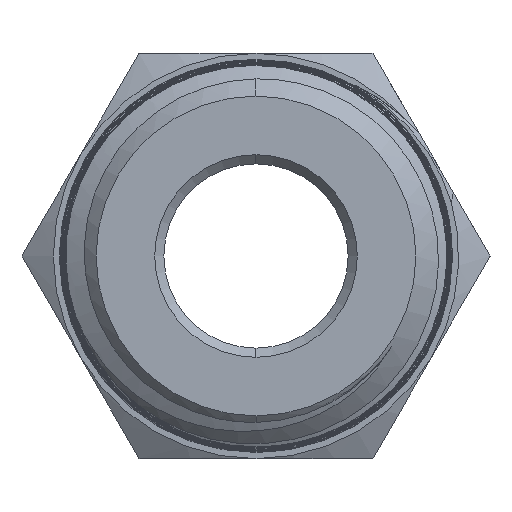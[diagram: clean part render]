
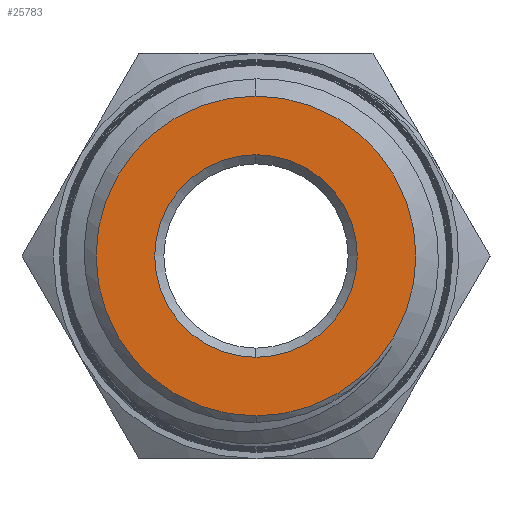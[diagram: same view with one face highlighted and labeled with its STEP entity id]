
A CAD part, front view. The second image highlights one B-rep face of the part: STEP entity #25783.
In plain terms, the highlighted planar face has unit normal (0, -1, 0).
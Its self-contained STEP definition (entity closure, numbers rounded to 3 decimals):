
#531 = CIRCLE ( 'NONE', #27070, 5.5 ) ;
#725 = EDGE_LOOP ( 'NONE', ( #55405, #23290 ) ) ;
#4541 = CARTESIAN_POINT ( 'NONE',  ( 0., -15., 0. ) ) ;
#5568 = CARTESIAN_POINT ( 'NONE',  ( 0., -15., -5.5 ) ) ;
#6745 = FACE_OUTER_BOUND ( 'NONE', #725, .T. ) ;
#7036 = DIRECTION ( 'NONE',  ( 0., 0., -1. ) ) ;
#7150 = CARTESIAN_POINT ( 'NONE',  ( 0., -15., -8.68 ) ) ;
#7518 = VERTEX_POINT ( 'NONE', #28527 ) ;
#8665 = AXIS2_PLACEMENT_3D ( 'NONE', #10687, #40904, #15002 ) ;
#8874 = DIRECTION ( 'NONE',  ( 0., 0., -1. ) ) ;
#10687 = CARTESIAN_POINT ( 'NONE',  ( 0., -15., 0. ) ) ;
#10872 = DIRECTION ( 'NONE',  ( 0., -1., 0. ) ) ;
#13947 = EDGE_CURVE ( 'NONE', #7518, #38054, #52577, .T. ) ;
#15002 = DIRECTION ( 'NONE',  ( -1., 0., 0. ) ) ;
#18095 = VERTEX_POINT ( 'NONE', #7150 ) ;
#19813 = AXIS2_PLACEMENT_3D ( 'NONE', #4541, #34733, #8874 ) ;
#19850 = PLANE ( 'NONE',  #36532 ) ;
#20282 = DIRECTION ( 'NONE',  ( 0., 1., 0. ) ) ;
#22718 = AXIS2_PLACEMENT_3D ( 'NONE', #36760, #10872, #41095 ) ;
#23290 = ORIENTED_EDGE ( 'NONE', *, *, #24318, .F. ) ;
#24207 = CARTESIAN_POINT ( 'NONE',  ( 0., -15., 0. ) ) ;
#24318 = EDGE_CURVE ( 'NONE', #28199, #18095, #32056, .T. ) ;
#25783 = ADVANCED_FACE ( 'NONE', ( #49994, #6745 ), #19850, .T. ) ;
#27070 = AXIS2_PLACEMENT_3D ( 'NONE', #46202, #20282, #50541 ) ;
#27798 = EDGE_LOOP ( 'NONE', ( #53107, #28143 ) ) ;
#28143 = ORIENTED_EDGE ( 'NONE', *, *, #13947, .T. ) ;
#28199 = VERTEX_POINT ( 'NONE', #43639 ) ;
#28527 = CARTESIAN_POINT ( 'NONE',  ( 0., -15., 5.5 ) ) ;
#32056 = CIRCLE ( 'NONE', #8665, 8.68 ) ;
#32887 = DIRECTION ( 'NONE',  ( 0., -1., 0. ) ) ;
#34733 = DIRECTION ( 'NONE',  ( 0., 1., 0. ) ) ;
#35310 = EDGE_CURVE ( 'NONE', #38054, #7518, #531, .T. ) ;
#36532 = AXIS2_PLACEMENT_3D ( 'NONE', #24207, #32887, #7036 ) ;
#36760 = CARTESIAN_POINT ( 'NONE',  ( 0., -15., 0. ) ) ;
#38054 = VERTEX_POINT ( 'NONE', #5568 ) ;
#40904 = DIRECTION ( 'NONE',  ( 0., 1., 0. ) ) ;
#41095 = DIRECTION ( 'NONE',  ( 0., 0., 1. ) ) ;
#43639 = CARTESIAN_POINT ( 'NONE',  ( 0., -15., 8.68 ) ) ;
#44725 = CIRCLE ( 'NONE', #22718, 8.68 ) ;
#46202 = CARTESIAN_POINT ( 'NONE',  ( 0., -15., 0. ) ) ;
#49994 = FACE_BOUND ( 'NONE', #27798, .T. ) ;
#50541 = DIRECTION ( 'NONE',  ( 0., 0., -1. ) ) ;
#52577 = CIRCLE ( 'NONE', #19813, 5.5 ) ;
#53107 = ORIENTED_EDGE ( 'NONE', *, *, #35310, .T. ) ;
#53960 = EDGE_CURVE ( 'NONE', #28199, #18095, #44725, .T. ) ;
#55405 = ORIENTED_EDGE ( 'NONE', *, *, #53960, .T. ) ;
